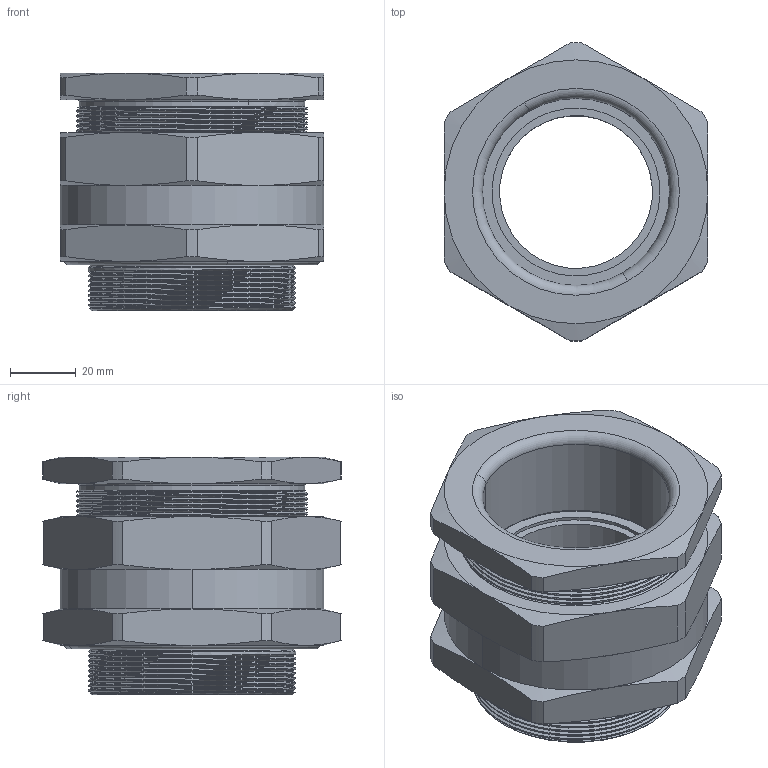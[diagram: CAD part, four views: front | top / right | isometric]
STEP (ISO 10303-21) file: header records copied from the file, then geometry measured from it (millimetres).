
FILE_DESCRIPTION (( 'STEP AP203' ), '1' );
FILE_NAME ('M63-J2-15mm D620.step', '2025-04-03T13:02:58', ( '' ), ( '' ), 'SwSTEP 2.0', 'SolidWorks 2022', '' );
FILE_SCHEMA (( 'CONFIG_CONTROL_DESIGN' ));
Length unit declared in the file: millimetre
Products named in the file (6): 750A108461; O-Ring for M63_Juks; 750A109739; M63-J2-15mm D620; 750A107277; 750A109773
Assembly tree (5 placements, depth 2):
  M63-J2-15mm D620
    750A108461
    750A109739
    750A107277
    750A109773
    O-Ring for M63_Juks
Bounding box: 80 x 90.37 x 72 mm (x, y, z)
Volume: 186149.6 mm3; surface area: 73099.3 mm2
Topology: 5 solids, 5 shells, 591 faces, 1567 edges, 1022 vertices
Faces by surface type: plane 190, cylinder 181, bspline 154, cone 56, torus 10
Entity records: 31124 total; most frequent: CARTESIAN_POINT 17752, ORIENTED_EDGE 3134, DIRECTION 1946, EDGE_CURVE 1567, VERTEX_POINT 1022, VECTOR 742, LINE 742, EDGE_LOOP 637
